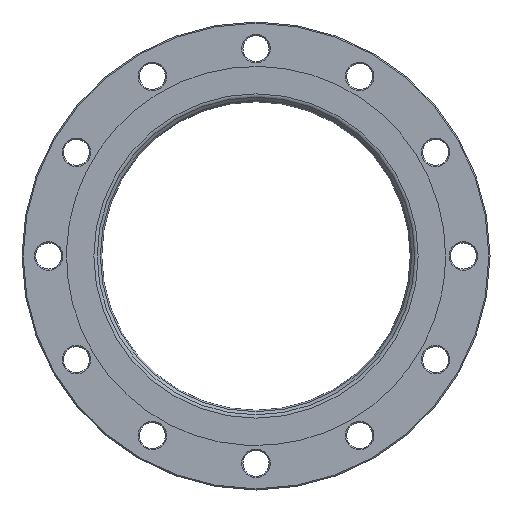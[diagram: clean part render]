
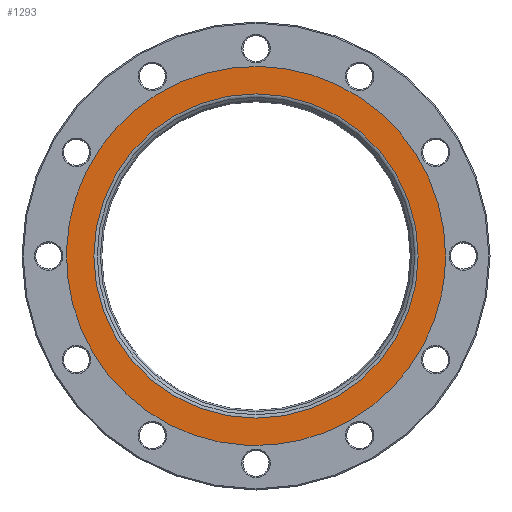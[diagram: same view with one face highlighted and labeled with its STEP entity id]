
A CAD part, left-side view. The second image highlights one B-rep face of the part: STEP entity #1293.
In plain terms, the highlighted planar face has unit normal (-1, 0, 0).
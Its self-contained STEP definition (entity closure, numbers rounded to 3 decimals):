
#1205=CARTESIAN_POINT('',(-100.,0.,0.));
#1206=DIRECTION('',(-1.,0.,0.));
#1207=DIRECTION('',(-0.,0.,-1.));
#1208=AXIS2_PLACEMENT_3D('',#1205,#1206,#1207);
#1209=PLANE('',#1208);
#1210=CARTESIAN_POINT('',(-100.,-0.,136.857));
#1211=VERTEX_POINT('',#1210);
#1212=CARTESIAN_POINT('',(-100.,-0.,0.));
#1213=DIRECTION('',(1.,-0.,-0.));
#1214=DIRECTION('',(0.,0.,1.));
#1215=AXIS2_PLACEMENT_3D('',#1212,#1213,#1214);
#1216=CIRCLE('',#1215,136.857);
#1217=EDGE_CURVE('',#1211,#1211,#1216,.T.);
#1218=ORIENTED_EDGE('',*,*,#1217,.T.);
#1219=EDGE_LOOP('',(#1218));
#1220=FACE_BOUND('',#1219,.T.);
#1221=CARTESIAN_POINT('',(-100.,-160.,0.));
#1222=VERTEX_POINT('',#1221);
#1223=CARTESIAN_POINT('',(-100.,-160.,0.));
#1224=CARTESIAN_POINT('',(-100.,-160.,15.758));
#1225=CARTESIAN_POINT('',(-100.,-156.926,31.214));
#1226=CARTESIAN_POINT('',(-100.,-153.851,46.67));
#1227=CARTESIAN_POINT('',(-100.,-147.821,61.229));
#1228=CARTESIAN_POINT('',(-100.,-141.79,75.788));
#1229=CARTESIAN_POINT('',(-100.,-133.035,88.891));
#1230=CARTESIAN_POINT('',(-100.,-124.28,101.994));
#1231=CARTESIAN_POINT('',(-100.,-113.137,113.137));
#1232=CARTESIAN_POINT('',(-100.,-101.994,124.28));
#1233=CARTESIAN_POINT('',(-100.,-88.891,133.035));
#1234=CARTESIAN_POINT('',(-100.,-75.789,141.79));
#1235=CARTESIAN_POINT('',(-100.,-61.229,147.821));
#1236=CARTESIAN_POINT('',(-100.,-46.671,153.851));
#1237=CARTESIAN_POINT('',(-100.,-31.214,156.926));
#1238=CARTESIAN_POINT('',(-100.,-15.759,160.));
#1239=CARTESIAN_POINT('',(-100.,-0.,160.));
#1240=CARTESIAN_POINT('',(-100.,15.758,160.));
#1241=CARTESIAN_POINT('',(-100.,31.214,156.926));
#1242=CARTESIAN_POINT('',(-100.,46.67,153.851));
#1243=CARTESIAN_POINT('',(-100.,61.229,147.821));
#1244=CARTESIAN_POINT('',(-100.,75.788,141.79));
#1245=CARTESIAN_POINT('',(-100.,88.891,133.035));
#1246=CARTESIAN_POINT('',(-100.,101.994,124.28));
#1247=CARTESIAN_POINT('',(-100.,113.137,113.137));
#1248=CARTESIAN_POINT('',(-100.,124.28,101.994));
#1249=CARTESIAN_POINT('',(-100.,133.035,88.891));
#1250=CARTESIAN_POINT('',(-100.,141.79,75.789));
#1251=CARTESIAN_POINT('',(-100.,147.821,61.229));
#1252=CARTESIAN_POINT('',(-100.,153.851,46.671));
#1253=CARTESIAN_POINT('',(-100.,156.926,31.214));
#1254=CARTESIAN_POINT('',(-100.,160.,15.759));
#1255=CARTESIAN_POINT('',(-100.,160.,0.));
#1256=CARTESIAN_POINT('',(-100.,160.,-15.758));
#1257=CARTESIAN_POINT('',(-100.,156.926,-31.214));
#1258=CARTESIAN_POINT('',(-100.,153.851,-46.67));
#1259=CARTESIAN_POINT('',(-100.,147.821,-61.229));
#1260=CARTESIAN_POINT('',(-100.,141.79,-75.788));
#1261=CARTESIAN_POINT('',(-100.,133.035,-88.891));
#1262=CARTESIAN_POINT('',(-100.,124.28,-101.994));
#1263=CARTESIAN_POINT('',(-100.,113.137,-113.137));
#1264=CARTESIAN_POINT('',(-100.,101.994,-124.28));
#1265=CARTESIAN_POINT('',(-100.,88.891,-133.035));
#1266=CARTESIAN_POINT('',(-100.,75.789,-141.79));
#1267=CARTESIAN_POINT('',(-100.,61.229,-147.821));
#1268=CARTESIAN_POINT('',(-100.,46.671,-153.851));
#1269=CARTESIAN_POINT('',(-100.,31.214,-156.926));
#1270=CARTESIAN_POINT('',(-100.,15.759,-160.));
#1271=CARTESIAN_POINT('',(-100.,0.,-160.));
#1272=CARTESIAN_POINT('',(-100.,-15.758,-160.));
#1273=CARTESIAN_POINT('',(-100.,-31.214,-156.926));
#1274=CARTESIAN_POINT('',(-100.,-46.67,-153.851));
#1275=CARTESIAN_POINT('',(-100.,-61.229,-147.821));
#1276=CARTESIAN_POINT('',(-100.,-75.788,-141.79));
#1277=CARTESIAN_POINT('',(-100.,-88.891,-133.035));
#1278=CARTESIAN_POINT('',(-100.,-101.994,-124.28));
#1279=CARTESIAN_POINT('',(-100.,-113.137,-113.137));
#1280=CARTESIAN_POINT('',(-100.,-124.28,-101.994));
#1281=CARTESIAN_POINT('',(-100.,-133.035,-88.891));
#1282=CARTESIAN_POINT('',(-100.,-141.79,-75.789));
#1283=CARTESIAN_POINT('',(-100.,-147.821,-61.229));
#1284=CARTESIAN_POINT('',(-100.,-153.851,-46.671));
#1285=CARTESIAN_POINT('',(-100.,-156.926,-31.214));
#1286=CARTESIAN_POINT('',(-100.,-160.,-15.759));
#1287=CARTESIAN_POINT('',(-100.,-160.,0.));
#1288=B_SPLINE_CURVE_WITH_KNOTS('',2,(#1223,#1224,#1225,#1226,#1227,#1228,#1229,#1230,#1231,#1232,#1233,#1234,#1235,#1236,#1237,#1238,#1239,#1240,#1241,#1242,#1243,#1244,#1245,#1246,#1247,#1248,
#1249,#1250,#1251,#1252,#1253,#1254,#1255,#1256,#1257,#1258,#1259,#1260,#1261,#1262,#1263,#1264,#1265,#1266,#1267,#1268,#1269,#1270,#1271,#1272,#1273,
#1274,#1275,#1276,#1277,#1278,#1279,#1280,#1281,#1282,#1283,#1284,#1285,#1286,#1287),.UNSPECIFIED.,.T.,.F.,(3,2,2,2,2,2,2,2,2,2,2,2,2,2,2,2,2,2,2,2,2,2,2,2,2,2,
2,2,2,2,2,2,3),(0.,0.031,0.063,0.094,0.125,0.156,0.188,0.219,0.25,0.281,0.313,0.344,0.375,0.406,0.438,0.469,0.5,0.531,0.563,0.594,0.625,0.656,0.688,0.719,0.75,0.781,
0.813,0.844,0.875,0.906,0.938,0.969,1.),.UNSPECIFIED.);
#1289=EDGE_CURVE('',#1222,#1222,#1288,.T.);
#1290=ORIENTED_EDGE('',*,*,#1289,.T.);
#1291=EDGE_LOOP('',(#1290));
#1292=FACE_BOUND('',#1291,.T.);
#1293=ADVANCED_FACE('',(#1220,#1292),#1209,.T.);
